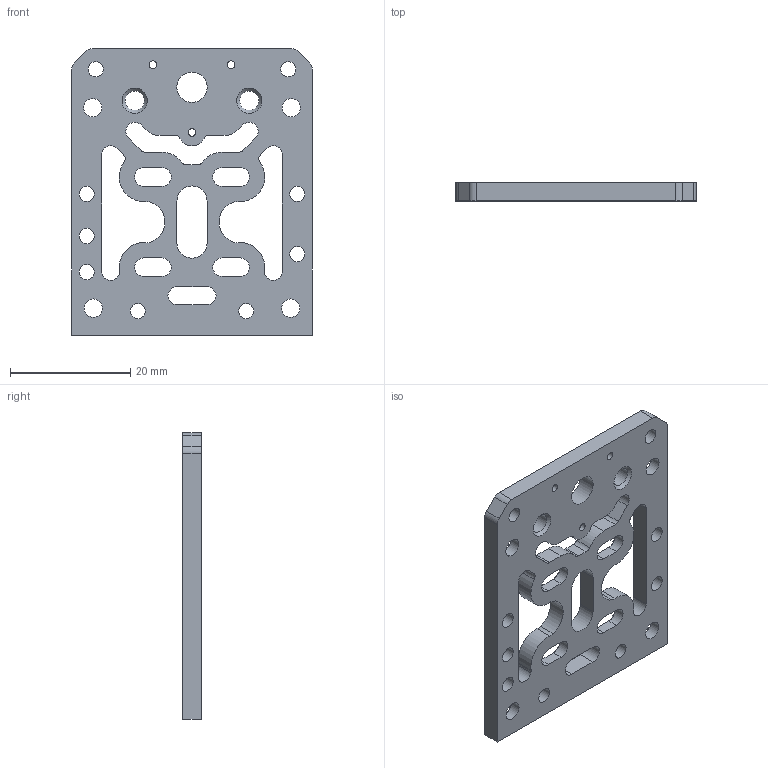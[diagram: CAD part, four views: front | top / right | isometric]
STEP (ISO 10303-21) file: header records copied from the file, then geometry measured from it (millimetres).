
FILE_DESCRIPTION(/* description */ (''),/* implementation_level */ '2;1');
FILE_NAME(/* name */ 'Metal parts_Print head.step',/* time_stamp */ '2024-05-09T13:14:48+10:00',/* author */ (''),/* organization */ (''),/* preprocessor_version */ 'ST-DEVELOPER v20',/* originating_system */ 'Autodesk Translation Framework v12.20.1.177',/* authorisation */ '');
FILE_SCHEMA (('AUTOMOTIVE_DESIGN { 1 0 10303 214 3 1 1 }'));
Length unit declared in the file: millimetre
Products named in the file (3): Metal parts_Print head; main; top std6 proper
Assembly tree (2 placements, depth 3):
  Metal parts_Print head
    main
      top std6 proper
Bounding box: 40 x 3 x 47.6 mm (x, y, z)
Volume: 3690.6 mm3; surface area: 4576.9 mm2
Topology: 1 solids, 1 shells, 133 faces, 367 edges, 244 vertices
Faces by surface type: cylinder 80, plane 51, cone 2
Full cylindrical faces by diameter (mm): 1.271 x3, 2.529 x9, 3.05 x4, 3.2 x2, 5.05 x1, 6.2 x4
Entity records: 4499 total; most frequent: DIRECTION 805, CARTESIAN_POINT 749, ORIENTED_EDGE 734, EDGE_CURVE 367, AXIS2_PLACEMENT_3D 300, VERTEX_POINT 244, LINE 205, VECTOR 205
